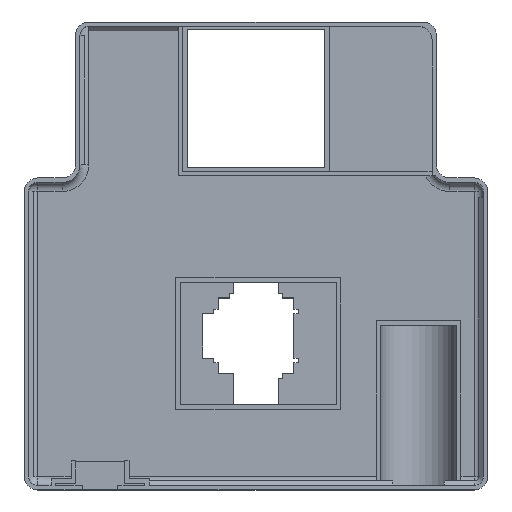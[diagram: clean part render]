
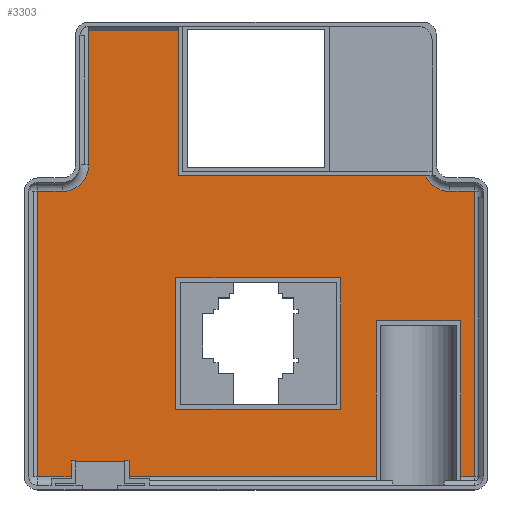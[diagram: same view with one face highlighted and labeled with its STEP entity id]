
A CAD part, top view. The second image highlights one B-rep face of the part: STEP entity #3303.
In plain terms, the highlighted planar face has unit normal (0, 0, 1).
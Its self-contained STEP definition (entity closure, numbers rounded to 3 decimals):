
#28=FACE_BOUND('',#439,.T.);
#110=PLANE('',#3538);
#254=FACE_OUTER_BOUND('',#438,.T.);
#438=EDGE_LOOP('',(#2497,#2498,#2499,#2500,#2501,#2502,#2503,#2504,#2505,
#2506,#2507,#2508,#2509,#2510,#2511,#2512,#2513,#2514,#2515));
#439=EDGE_LOOP('',(#2516,#2517,#2518,#2519));
#612=CIRCLE('',#3539,6.);
#613=CIRCLE('',#3540,6.);
#769=LINE('',#4959,#1167);
#773=LINE('',#4973,#1171);
#776=LINE('',#4983,#1174);
#777=LINE('',#4986,#1175);
#778=LINE('',#4988,#1176);
#779=LINE('',#4990,#1177);
#780=LINE('',#4991,#1178);
#781=LINE('',#4993,#1179);
#782=LINE('',#4995,#1180);
#783=LINE('',#4999,#1181);
#784=LINE('',#5001,#1182);
#785=LINE('',#5003,#1183);
#786=LINE('',#5005,#1184);
#787=LINE('',#5009,#1185);
#788=LINE('',#5010,#1186);
#789=LINE('',#5012,#1187);
#790=LINE('',#5013,#1188);
#791=LINE('',#5016,#1189);
#792=LINE('',#5018,#1190);
#793=LINE('',#5020,#1191);
#794=LINE('',#5021,#1192);
#1167=VECTOR('',#3990,10.);
#1171=VECTOR('',#4004,10.);
#1174=VECTOR('',#4015,10.);
#1175=VECTOR('',#4018,10.);
#1176=VECTOR('',#4019,10.);
#1177=VECTOR('',#4020,10.);
#1178=VECTOR('',#4021,10.);
#1179=VECTOR('',#4022,10.);
#1180=VECTOR('',#4023,10.);
#1181=VECTOR('',#4026,10.);
#1182=VECTOR('',#4027,10.);
#1183=VECTOR('',#4028,10.);
#1184=VECTOR('',#4029,10.);
#1185=VECTOR('',#4032,10.);
#1186=VECTOR('',#4033,10.);
#1187=VECTOR('',#4034,10.);
#1188=VECTOR('',#4035,10.);
#1189=VECTOR('',#4036,10.);
#1190=VECTOR('',#4037,10.);
#1191=VECTOR('',#4038,10.);
#1192=VECTOR('',#4039,10.);
#1554=VERTEX_POINT('',#4956);
#1555=VERTEX_POINT('',#4958);
#1558=VERTEX_POINT('',#4967);
#1560=VERTEX_POINT('',#4971);
#1562=VERTEX_POINT('',#4979);
#1563=VERTEX_POINT('',#4981);
#1564=VERTEX_POINT('',#4985);
#1565=VERTEX_POINT('',#4987);
#1566=VERTEX_POINT('',#4989);
#1567=VERTEX_POINT('',#4992);
#1568=VERTEX_POINT('',#4994);
#1569=VERTEX_POINT('',#4996);
#1570=VERTEX_POINT('',#4998);
#1571=VERTEX_POINT('',#5000);
#1572=VERTEX_POINT('',#5002);
#1573=VERTEX_POINT('',#5004);
#1574=VERTEX_POINT('',#5006);
#1575=VERTEX_POINT('',#5008);
#1576=VERTEX_POINT('',#5011);
#1577=VERTEX_POINT('',#5014);
#1578=VERTEX_POINT('',#5015);
#1579=VERTEX_POINT('',#5017);
#1580=VERTEX_POINT('',#5019);
#1906=EDGE_CURVE('',#1555,#1554,#769,.T.);
#1914=EDGE_CURVE('',#1558,#1560,#773,.T.);
#1919=EDGE_CURVE('',#1562,#1563,#776,.T.);
#1920=EDGE_CURVE('',#1564,#1558,#777,.T.);
#1921=EDGE_CURVE('',#1560,#1565,#778,.T.);
#1922=EDGE_CURVE('',#1565,#1566,#779,.T.);
#1923=EDGE_CURVE('',#1566,#1562,#780,.T.);
#1924=EDGE_CURVE('',#1563,#1567,#781,.T.);
#1925=EDGE_CURVE('',#1567,#1568,#782,.T.);
#1926=EDGE_CURVE('',#1568,#1569,#612,.T.);
#1927=EDGE_CURVE('',#1570,#1569,#783,.T.);
#1928=EDGE_CURVE('',#1570,#1571,#784,.T.);
#1929=EDGE_CURVE('',#1572,#1571,#785,.T.);
#1930=EDGE_CURVE('',#1572,#1573,#786,.T.);
#1931=EDGE_CURVE('',#1573,#1574,#613,.T.);
#1932=EDGE_CURVE('',#1574,#1575,#787,.T.);
#1933=EDGE_CURVE('',#1575,#1555,#788,.T.);
#1934=EDGE_CURVE('',#1554,#1576,#789,.T.);
#1935=EDGE_CURVE('',#1576,#1564,#790,.T.);
#1936=EDGE_CURVE('',#1577,#1578,#791,.T.);
#1937=EDGE_CURVE('',#1578,#1579,#792,.T.);
#1938=EDGE_CURVE('',#1579,#1580,#793,.T.);
#1939=EDGE_CURVE('',#1580,#1577,#794,.T.);
#2497=ORIENTED_EDGE('',*,*,#1920,.T.);
#2498=ORIENTED_EDGE('',*,*,#1914,.T.);
#2499=ORIENTED_EDGE('',*,*,#1921,.T.);
#2500=ORIENTED_EDGE('',*,*,#1922,.T.);
#2501=ORIENTED_EDGE('',*,*,#1923,.T.);
#2502=ORIENTED_EDGE('',*,*,#1919,.T.);
#2503=ORIENTED_EDGE('',*,*,#1924,.T.);
#2504=ORIENTED_EDGE('',*,*,#1925,.T.);
#2505=ORIENTED_EDGE('',*,*,#1926,.T.);
#2506=ORIENTED_EDGE('',*,*,#1927,.F.);
#2507=ORIENTED_EDGE('',*,*,#1928,.T.);
#2508=ORIENTED_EDGE('',*,*,#1929,.F.);
#2509=ORIENTED_EDGE('',*,*,#1930,.T.);
#2510=ORIENTED_EDGE('',*,*,#1931,.T.);
#2511=ORIENTED_EDGE('',*,*,#1932,.T.);
#2512=ORIENTED_EDGE('',*,*,#1933,.T.);
#2513=ORIENTED_EDGE('',*,*,#1906,.T.);
#2514=ORIENTED_EDGE('',*,*,#1934,.T.);
#2515=ORIENTED_EDGE('',*,*,#1935,.T.);
#2516=ORIENTED_EDGE('',*,*,#1936,.T.);
#2517=ORIENTED_EDGE('',*,*,#1937,.T.);
#2518=ORIENTED_EDGE('',*,*,#1938,.T.);
#2519=ORIENTED_EDGE('',*,*,#1939,.T.);
#3303=ADVANCED_FACE('',(#254,#28),#110,.T.);
#3538=AXIS2_PLACEMENT_3D('',#4984,#4016,#4017);
#3539=AXIS2_PLACEMENT_3D('',#4997,#4024,#4025);
#3540=AXIS2_PLACEMENT_3D('',#5007,#4030,#4031);
#3990=DIRECTION('',(1.,0.,0.));
#4004=DIRECTION('',(1.,0.,0.));
#4015=DIRECTION('',(1.,0.,0.));
#4016=DIRECTION('center_axis',(0.,0.,1.));
#4017=DIRECTION('ref_axis',(1.,0.,0.));
#4018=DIRECTION('',(0.,-1.,0.));
#4019=DIRECTION('',(0.,1.,0.));
#4020=DIRECTION('',(1.,0.,0.));
#4021=DIRECTION('',(0.,-1.,0.));
#4022=DIRECTION('',(0.,1.,0.));
#4023=DIRECTION('',(-1.,0.,0.));
#4024=DIRECTION('center_axis',(0.,0.,-1.));
#4025=DIRECTION('ref_axis',(-0.707,-0.707,0.));
#4026=DIRECTION('',(1.,0.,0.));
#4027=DIRECTION('',(0.,1.,0.));
#4028=DIRECTION('',(1.,0.,0.));
#4029=DIRECTION('',(0.,-1.,0.));
#4030=DIRECTION('center_axis',(0.,0.,-1.));
#4031=DIRECTION('ref_axis',(0.707,-0.707,0.));
#4032=DIRECTION('',(-1.,0.,0.));
#4033=DIRECTION('',(0.,-1.,0.));
#4034=DIRECTION('',(0.,1.,0.));
#4035=DIRECTION('',(1.,0.,0.));
#4036=DIRECTION('',(1.,0.,0.));
#4037=DIRECTION('',(0.,-1.,0.));
#4038=DIRECTION('',(-1.,0.,0.));
#4039=DIRECTION('',(0.,1.,0.));
#4956=CARTESIAN_POINT('',(-41.5,3.,1.));
#4958=CARTESIAN_POINT('',(-49.,3.,1.));
#4959=CARTESIAN_POINT('',(-26.,3.,1.));
#4967=CARTESIAN_POINT('',(-28.5,3.,1.));
#4971=CARTESIAN_POINT('',(27.,3.,1.));
#4973=CARTESIAN_POINT('',(-26.,3.,1.));
#4979=CARTESIAN_POINT('',(46.,3.,1.));
#4981=CARTESIAN_POINT('',(49.,3.,1.));
#4983=CARTESIAN_POINT('',(-26.,3.,1.));
#4984=CARTESIAN_POINT('Origin',(0.,52.5,1.));
#4985=CARTESIAN_POINT('',(-28.5,6.5,1.));
#4986=CARTESIAN_POINT('',(-28.5,29.5,1.));
#4987=CARTESIAN_POINT('',(27.,38.,1.));
#4988=CARTESIAN_POINT('',(27.,45.25,1.));
#4989=CARTESIAN_POINT('',(46.,38.,1.));
#4990=CARTESIAN_POINT('',(23.,38.,1.));
#4991=CARTESIAN_POINT('',(46.,27.75,1.));
#4992=CARTESIAN_POINT('',(49.,67.,1.));
#4993=CARTESIAN_POINT('',(49.,26.25,1.));
#4994=CARTESIAN_POINT('',(43.5,67.,1.));
#4995=CARTESIAN_POINT('',(26.,67.,1.));
#4996=CARTESIAN_POINT('',(38.046,70.5,1.));
#4997=CARTESIAN_POINT('Origin',(43.5,73.,1.));
#4998=CARTESIAN_POINT('',(-17.5,70.5,1.));
#4999=CARTESIAN_POINT('',(-8.25,70.5,1.));
#5000=CARTESIAN_POINT('',(-17.5,104.,1.));
#5001=CARTESIAN_POINT('',(-17.5,78.25,1.));
#5002=CARTESIAN_POINT('',(-37.5,104.,1.));
#5003=CARTESIAN_POINT('',(20.25,104.,1.));
#5004=CARTESIAN_POINT('',(-37.5,73.,1.));
#5005=CARTESIAN_POINT('',(-37.5,78.75,1.));
#5006=CARTESIAN_POINT('',(-43.5,67.,1.));
#5007=CARTESIAN_POINT('Origin',(-43.5,73.,1.));
#5008=CARTESIAN_POINT('',(-49.,67.,1.));
#5009=CARTESIAN_POINT('',(-20.25,67.,1.));
#5010=CARTESIAN_POINT('',(-49.,61.25,1.));
#5011=CARTESIAN_POINT('',(-41.5,6.5,1.));
#5012=CARTESIAN_POINT('',(-41.5,27.5,1.));
#5013=CARTESIAN_POINT('',(-20.75,6.5,1.));
#5014=CARTESIAN_POINT('',(-18.,47.589,1.));
#5015=CARTESIAN_POINT('',(19.,47.589,1.));
#5016=CARTESIAN_POINT('',(-9.,47.589,1.));
#5017=CARTESIAN_POINT('',(19.,18.089,1.));
#5018=CARTESIAN_POINT('',(19.,50.044,1.));
#5019=CARTESIAN_POINT('',(-18.,18.089,1.));
#5020=CARTESIAN_POINT('',(9.5,18.089,1.));
#5021=CARTESIAN_POINT('',(-18.,35.294,1.));
